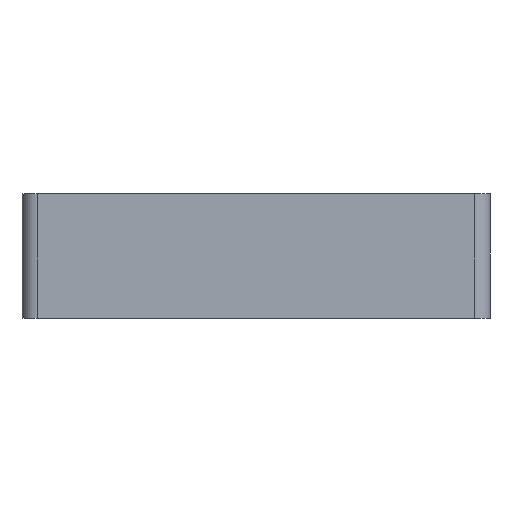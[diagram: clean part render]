
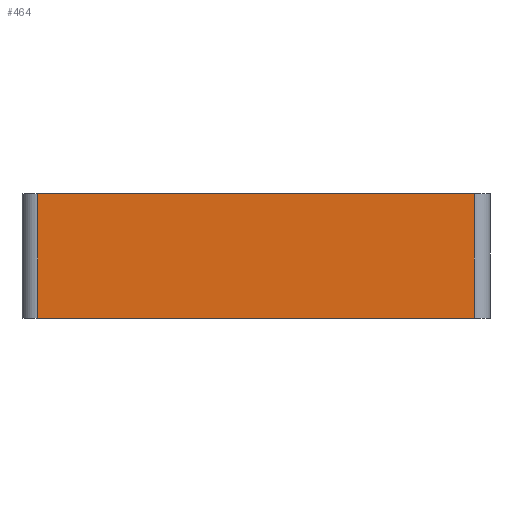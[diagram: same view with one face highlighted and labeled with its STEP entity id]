
A CAD part, top view. The second image highlights one B-rep face of the part: STEP entity #464.
In plain terms, the highlighted planar face has unit normal (0, 0, 1).
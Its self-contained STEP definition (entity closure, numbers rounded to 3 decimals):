
#67 = DIRECTION ( 'NONE',  ( -1., 0., 0. ) ) ;
#73 = VECTOR ( 'NONE', #67, 1000. ) ;
#92 = CARTESIAN_POINT ( 'NONE',  ( -28., 4.4, 2. ) ) ;
#103 = VERTEX_POINT ( 'NONE', #667 ) ;
#111 = EDGE_LOOP ( 'NONE', ( #195, #535, #417, #781 ) ) ;
#120 = EDGE_CURVE ( 'NONE', #300, #799, #348, .T. ) ;
#166 = DIRECTION ( 'NONE',  ( 0., -1., 0. ) ) ;
#195 = ORIENTED_EDGE ( 'NONE', *, *, #120, .T. ) ;
#217 = VECTOR ( 'NONE', #166, 1000. ) ;
#242 = EDGE_CURVE ( 'NONE', #799, #103, #437, .T. ) ;
#255 = LINE ( 'NONE', #420, #455 ) ;
#300 = VERTEX_POINT ( 'NONE', #308 ) ;
#308 = CARTESIAN_POINT ( 'NONE',  ( 28., 8., 2. ) ) ;
#322 = LINE ( 'NONE', #390, #746 ) ;
#330 = CARTESIAN_POINT ( 'NONE',  ( 30.8, 4.4, 2. ) ) ;
#342 = EDGE_CURVE ( 'NONE', #103, #830, #322, .T. ) ;
#348 = LINE ( 'NONE', #803, #73 ) ;
#390 = CARTESIAN_POINT ( 'NONE',  ( 30.8, -8., 2. ) ) ;
#417 = ORIENTED_EDGE ( 'NONE', *, *, #342, .T. ) ;
#420 = CARTESIAN_POINT ( 'NONE',  ( 28., 4.4, 2. ) ) ;
#437 = LINE ( 'NONE', #92, #217 ) ;
#455 = VECTOR ( 'NONE', #642, 1000. ) ;
#464 = ADVANCED_FACE ( 'NONE', ( #531 ), #622, .T. ) ;
#512 = CARTESIAN_POINT ( 'NONE',  ( 28., -8., 2. ) ) ;
#531 = FACE_OUTER_BOUND ( 'NONE', #111, .T. ) ;
#535 = ORIENTED_EDGE ( 'NONE', *, *, #242, .T. ) ;
#542 = DIRECTION ( 'NONE',  ( 1., 0., 0. ) ) ;
#569 = CARTESIAN_POINT ( 'NONE',  ( -28., 8., 2. ) ) ;
#622 = PLANE ( 'NONE',  #811 ) ;
#631 = DIRECTION ( 'NONE',  ( 0., 0., 1. ) ) ;
#642 = DIRECTION ( 'NONE',  ( 0., 1., 0. ) ) ;
#667 = CARTESIAN_POINT ( 'NONE',  ( -28., -8., 2. ) ) ;
#746 = VECTOR ( 'NONE', #542, 1000. ) ;
#781 = ORIENTED_EDGE ( 'NONE', *, *, #809, .T. ) ;
#782 = DIRECTION ( 'NONE',  ( 1., 0., 0. ) ) ;
#799 = VERTEX_POINT ( 'NONE', #569 ) ;
#803 = CARTESIAN_POINT ( 'NONE',  ( 30.8, 8., 2. ) ) ;
#809 = EDGE_CURVE ( 'NONE', #830, #300, #255, .T. ) ;
#811 = AXIS2_PLACEMENT_3D ( 'NONE', #330, #631, #782 ) ;
#830 = VERTEX_POINT ( 'NONE', #512 ) ;
